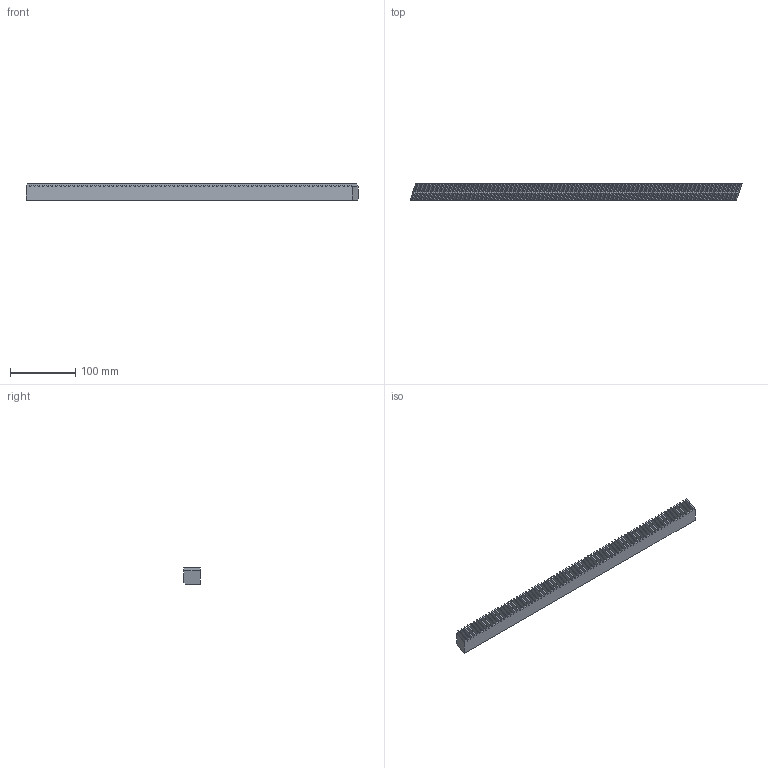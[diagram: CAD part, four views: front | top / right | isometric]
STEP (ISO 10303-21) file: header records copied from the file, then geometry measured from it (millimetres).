
FILE_DESCRIPTION(('STEP AP214'),'1');
FILE_NAME('145-020-105.stp','2017-10-10T14:08:05',('TraceParts'),('TraceParts S.A.'),'Spatial InterOp 3D',' ',' ');
FILE_SCHEMA(('automotive_design'));
Length unit declared in the file: millimetre
Products named in the file (1): 145-020-105
Bounding box: 508.27 x 25 x 24.75 mm (x, y, z)
Volume: 281576.1 mm3; surface area: 60598.1 mm2
Topology: 1 solids, 1 shells, 307 faces, 915 edges, 610 vertices
Faces by surface type: plane 307
Entity records: 12570 total; most frequent: CARTESIAN_POINT 1833, ORIENTED_EDGE 1830, DIRECTION 1531, EDGE_CURVE 915, LINE 915, VECTOR 915, VERTEX_POINT 610, STYLED_ITEM 308
